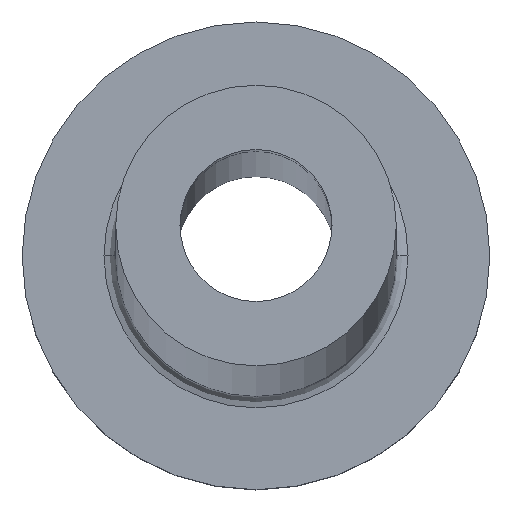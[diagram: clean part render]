
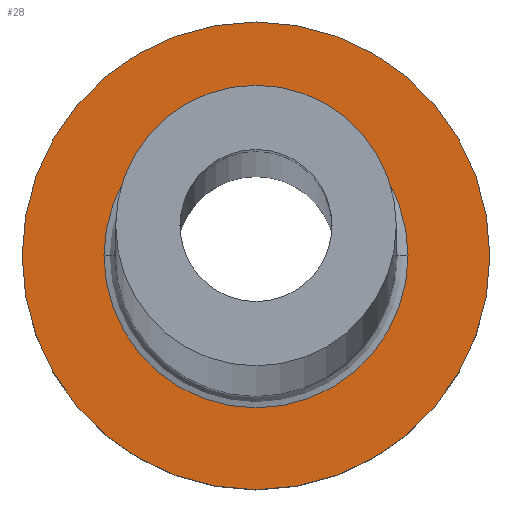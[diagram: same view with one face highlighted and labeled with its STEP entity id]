
A CAD part, top view. The second image highlights one B-rep face of the part: STEP entity #28.
In plain terms, the highlighted planar face has unit normal (0, 0, 1).
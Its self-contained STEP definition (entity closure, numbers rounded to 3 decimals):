
#10 = AXIS2_PLACEMENT_3D ( 'NONE', #290, #421, #35 ) ;
#21 = DIRECTION ( 'NONE',  ( 0., 0., -1. ) ) ;
#28 = ADVANCED_FACE ( 'NONE', ( #387, #461 ), #65, .T. ) ;
#35 = DIRECTION ( 'NONE',  ( 1., 0., 0. ) ) ;
#57 = CARTESIAN_POINT ( 'NONE',  ( 0., 0., 7. ) ) ;
#62 = VERTEX_POINT ( 'NONE', #380 ) ;
#65 = PLANE ( 'NONE',  #229 ) ;
#73 = DIRECTION ( 'NONE',  ( 1., 0., 0. ) ) ;
#81 = CARTESIAN_POINT ( 'NONE',  ( 10., 0., 7. ) ) ;
#94 = EDGE_CURVE ( 'NONE', #62, #212, #237, .T. ) ;
#121 = CIRCLE ( 'NONE', #145, 10. ) ;
#129 = CARTESIAN_POINT ( 'NONE',  ( 0., 0., 7. ) ) ;
#133 = CARTESIAN_POINT ( 'NONE',  ( 0., 0., 7. ) ) ;
#136 = ORIENTED_EDGE ( 'NONE', *, *, #396, .T. ) ;
#141 = ORIENTED_EDGE ( 'NONE', *, *, #360, .T. ) ;
#145 = AXIS2_PLACEMENT_3D ( 'NONE', #437, #265, #188 ) ;
#148 = AXIS2_PLACEMENT_3D ( 'NONE', #57, #21, #399 ) ;
#171 = VERTEX_POINT ( 'NONE', #256 ) ;
#188 = DIRECTION ( 'NONE',  ( 1., 0., 0. ) ) ;
#201 = EDGE_LOOP ( 'NONE', ( #460, #136 ) ) ;
#212 = VERTEX_POINT ( 'NONE', #292 ) ;
#221 = CIRCLE ( 'NONE', #10, 10. ) ;
#229 = AXIS2_PLACEMENT_3D ( 'NONE', #133, #238, #73 ) ;
#237 = CIRCLE ( 'NONE', #455, 6.5 ) ;
#238 = DIRECTION ( 'NONE',  ( 0., 0., 1. ) ) ;
#241 = EDGE_LOOP ( 'NONE', ( #141, #344 ) ) ;
#248 = VERTEX_POINT ( 'NONE', #81 ) ;
#256 = CARTESIAN_POINT ( 'NONE',  ( -10., 0., 7. ) ) ;
#265 = DIRECTION ( 'NONE',  ( 0., 0., 1. ) ) ;
#275 = DIRECTION ( 'NONE',  ( 1., 0., 0. ) ) ;
#290 = CARTESIAN_POINT ( 'NONE',  ( 0., 0., 7. ) ) ;
#292 = CARTESIAN_POINT ( 'NONE',  ( -6.5, 0., 7. ) ) ;
#344 = ORIENTED_EDGE ( 'NONE', *, *, #402, .T. ) ;
#349 = DIRECTION ( 'NONE',  ( 0., 0., -1. ) ) ;
#360 = EDGE_CURVE ( 'NONE', #171, #248, #121, .T. ) ;
#380 = CARTESIAN_POINT ( 'NONE',  ( 6.5, 0., 7. ) ) ;
#387 = FACE_BOUND ( 'NONE', #201, .T. ) ;
#396 = EDGE_CURVE ( 'NONE', #212, #62, #443, .T. ) ;
#399 = DIRECTION ( 'NONE',  ( 1., 0., 0. ) ) ;
#402 = EDGE_CURVE ( 'NONE', #248, #171, #221, .T. ) ;
#421 = DIRECTION ( 'NONE',  ( 0., 0., 1. ) ) ;
#437 = CARTESIAN_POINT ( 'NONE',  ( 0., 0., 7. ) ) ;
#443 = CIRCLE ( 'NONE', #148, 6.5 ) ;
#455 = AXIS2_PLACEMENT_3D ( 'NONE', #129, #349, #275 ) ;
#460 = ORIENTED_EDGE ( 'NONE', *, *, #94, .T. ) ;
#461 = FACE_OUTER_BOUND ( 'NONE', #241, .T. ) ;
